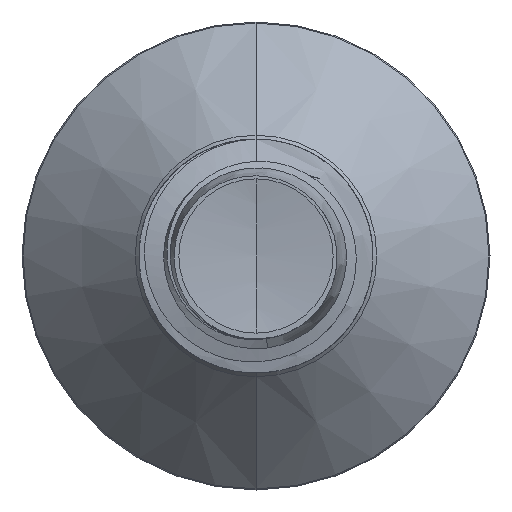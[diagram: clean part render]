
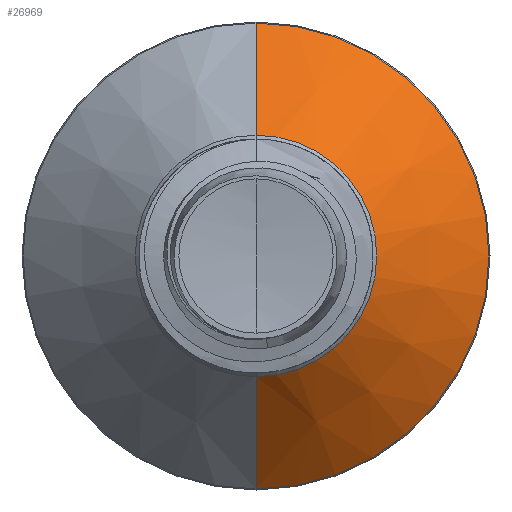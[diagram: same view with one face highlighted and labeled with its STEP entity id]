
A CAD part, front view. The second image highlights one B-rep face of the part: STEP entity #26969.
In plain terms, the highlighted conical face has half-angle 45 degrees and reference radius 4.129 mm.
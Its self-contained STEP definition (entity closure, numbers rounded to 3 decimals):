
#225 = ORIENTED_EDGE ( 'NONE', *, *, #17691, .T. ) ;
#631 = VERTEX_POINT ( 'NONE', #19645 ) ;
#1216 = ORIENTED_EDGE ( 'NONE', *, *, #12132, .F. ) ;
#2601 = DIRECTION ( 'NONE',  ( 0., 0.707, 0.707 ) ) ;
#3550 = AXIS2_PLACEMENT_3D ( 'NONE', #5270, #26373, #8425 ) ;
#5270 = CARTESIAN_POINT ( 'NONE',  ( 0., 27.679, 0. ) ) ;
#7144 = DIRECTION ( 'NONE',  ( 0., 1., 0. ) ) ;
#8425 = DIRECTION ( 'NONE',  ( 0., 0., 1. ) ) ;
#9591 = ORIENTED_EDGE ( 'NONE', *, *, #21326, .F. ) ;
#10697 = DIRECTION ( 'NONE',  ( 0., 1., 0. ) ) ;
#11346 = FACE_OUTER_BOUND ( 'NONE', #34393, .T. ) ;
#11499 = VERTEX_POINT ( 'NONE', #12427 ) ;
#12132 = EDGE_CURVE ( 'NONE', #33382, #22484, #18781, .T. ) ;
#12427 = CARTESIAN_POINT ( 'NONE',  ( 0., 27.679, -4.129 ) ) ;
#15259 = AXIS2_PLACEMENT_3D ( 'NONE', #28334, #10697, #30949 ) ;
#16364 = CARTESIAN_POINT ( 'NONE',  ( 0., 31.515, 7.965 ) ) ;
#17431 = DIRECTION ( 'NONE',  ( 0., 0., 1. ) ) ;
#17691 = EDGE_CURVE ( 'NONE', #631, #11499, #21528, .T. ) ;
#18590 = EDGE_CURVE ( 'NONE', #11499, #22484, #26235, .T. ) ;
#18781 = CIRCLE ( 'NONE', #15259, 7.965 ) ;
#19216 = CARTESIAN_POINT ( 'NONE',  ( 0., 27.679, -4.129 ) ) ;
#19645 = CARTESIAN_POINT ( 'NONE',  ( 0., 27.679, 4.129 ) ) ;
#20570 = VECTOR ( 'NONE', #2601, 1000. ) ;
#21326 = EDGE_CURVE ( 'NONE', #631, #33382, #35329, .T. ) ;
#21528 = CIRCLE ( 'NONE', #3550, 4.129 ) ;
#22484 = VERTEX_POINT ( 'NONE', #26425 ) ;
#23957 = CARTESIAN_POINT ( 'NONE',  ( 0., 27.679, 4.129 ) ) ;
#24386 = AXIS2_PLACEMENT_3D ( 'NONE', #28451, #7144, #17431 ) ;
#24706 = ORIENTED_EDGE ( 'NONE', *, *, #18590, .T. ) ;
#25363 = CONICAL_SURFACE ( 'NONE', #24386, 4.129, 0.785 ) ;
#25388 = VECTOR ( 'NONE', #37157, 1000. ) ;
#26235 = LINE ( 'NONE', #19216, #25388 ) ;
#26373 = DIRECTION ( 'NONE',  ( 0., 1., 0. ) ) ;
#26425 = CARTESIAN_POINT ( 'NONE',  ( 0., 31.515, -7.965 ) ) ;
#26969 = ADVANCED_FACE ( 'NONE', ( #11346 ), #25363, .T. ) ;
#28334 = CARTESIAN_POINT ( 'NONE',  ( 0., 31.515, 0. ) ) ;
#28451 = CARTESIAN_POINT ( 'NONE',  ( 0., 27.679, 0. ) ) ;
#30949 = DIRECTION ( 'NONE',  ( 0., 0., 1. ) ) ;
#33382 = VERTEX_POINT ( 'NONE', #16364 ) ;
#34393 = EDGE_LOOP ( 'NONE', ( #225, #24706, #1216, #9591 ) ) ;
#35329 = LINE ( 'NONE', #23957, #20570 ) ;
#37157 = DIRECTION ( 'NONE',  ( 0., 0.707, -0.707 ) ) ;
